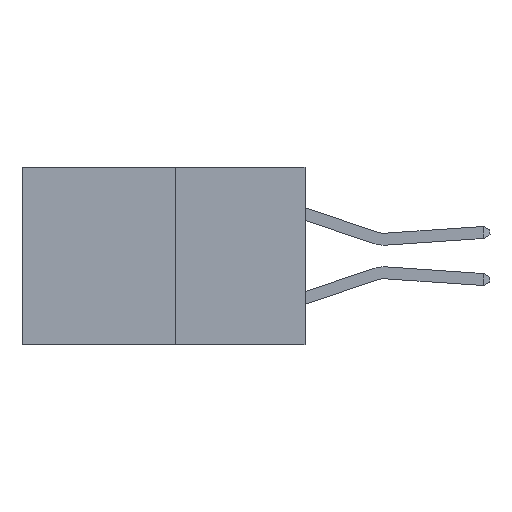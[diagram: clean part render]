
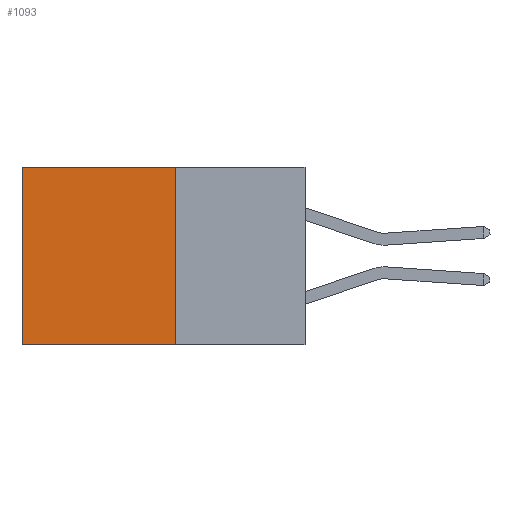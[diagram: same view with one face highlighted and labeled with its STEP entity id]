
A CAD part, left-side view. The second image highlights one B-rep face of the part: STEP entity #1093.
In plain terms, the highlighted planar face has unit normal (-1, 0, 0).
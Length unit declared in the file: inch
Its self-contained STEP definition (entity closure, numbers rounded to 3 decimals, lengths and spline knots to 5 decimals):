
#98 = CARTESIAN_POINT ( 'NONE',  ( 0.277, 0.27, -0.37 ) ) ;
#1003 = LINE ( 'NONE', #5275, #1257 ) ;
#1093 = ADVANCED_FACE ( 'NONE', ( #6377 ), #2416, .F. ) ;
#1257 = VECTOR ( 'NONE', #5267, 39.37008 ) ;
#1335 = ORIENTED_EDGE ( 'NONE', *, *, #7459, .T. ) ;
#1546 = ORIENTED_EDGE ( 'NONE', *, *, #6780, .T. ) ;
#2231 = CARTESIAN_POINT ( 'NONE',  ( 0.277, 0.27, -0.37 ) ) ;
#2381 = DIRECTION ( 'NONE',  ( 1., 0., 0. ) ) ;
#2416 = PLANE ( 'NONE',  #2887 ) ;
#2614 = VECTOR ( 'NONE', #6941, 39.37008 ) ;
#2773 = LINE ( 'NONE', #6763, #7466 ) ;
#2887 = AXIS2_PLACEMENT_3D ( 'NONE', #2231, #2381, #4749 ) ;
#2992 = EDGE_CURVE ( 'NONE', #6194, #5556, #2773, .T. ) ;
#3015 = CARTESIAN_POINT ( 'NONE',  ( 0.277, 0.59, 0. ) ) ;
#3050 = ORIENTED_EDGE ( 'NONE', *, *, #7326, .F. ) ;
#3638 = VECTOR ( 'NONE', #4954, 39.37008 ) ;
#3877 = CARTESIAN_POINT ( 'NONE',  ( 0.277, 0.27, 0. ) ) ;
#4356 = LINE ( 'NONE', #6960, #2614 ) ;
#4690 = CARTESIAN_POINT ( 'NONE',  ( 0.277, 0.59, -0.37 ) ) ;
#4749 = DIRECTION ( 'NONE',  ( 0., 0., -1. ) ) ;
#4891 = CARTESIAN_POINT ( 'NONE',  ( 0.277, 0.59, -0.37 ) ) ;
#4909 = VERTEX_POINT ( 'NONE', #4690 ) ;
#4954 = DIRECTION ( 'NONE',  ( 0., 0., -1. ) ) ;
#4991 = LINE ( 'NONE', #4891, #3638 ) ;
#5159 = EDGE_LOOP ( 'NONE', ( #1335, #3050, #7552, #1546 ) ) ;
#5250 = VERTEX_POINT ( 'NONE', #3015 ) ;
#5267 = DIRECTION ( 'NONE',  ( 0., 1., 0. ) ) ;
#5275 = CARTESIAN_POINT ( 'NONE',  ( 0.277, 0.27, -0.37 ) ) ;
#5556 = VERTEX_POINT ( 'NONE', #98 ) ;
#5728 = DIRECTION ( 'NONE',  ( 0., 0., -1. ) ) ;
#6194 = VERTEX_POINT ( 'NONE', #3877 ) ;
#6377 = FACE_OUTER_BOUND ( 'NONE', #5159, .T. ) ;
#6763 = CARTESIAN_POINT ( 'NONE',  ( 0.277, 0.27, -0.37 ) ) ;
#6780 = EDGE_CURVE ( 'NONE', #6194, #5250, #4356, .T. ) ;
#6941 = DIRECTION ( 'NONE',  ( 0., 1., 0. ) ) ;
#6960 = CARTESIAN_POINT ( 'NONE',  ( 0.277, 0.27, 0. ) ) ;
#7326 = EDGE_CURVE ( 'NONE', #5556, #4909, #1003, .T. ) ;
#7459 = EDGE_CURVE ( 'NONE', #5250, #4909, #4991, .T. ) ;
#7466 = VECTOR ( 'NONE', #5728, 39.37008 ) ;
#7552 = ORIENTED_EDGE ( 'NONE', *, *, #2992, .F. ) ;
